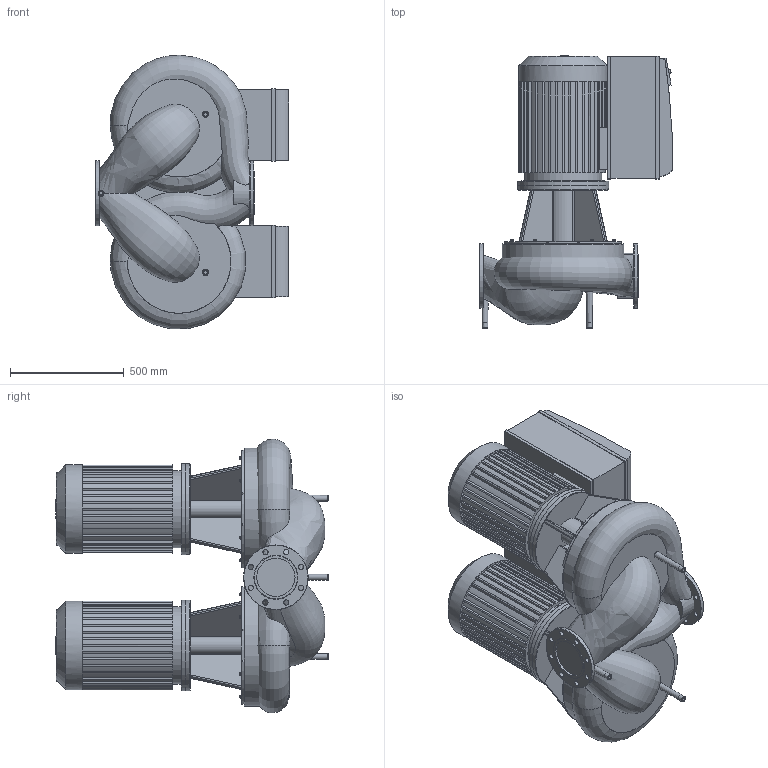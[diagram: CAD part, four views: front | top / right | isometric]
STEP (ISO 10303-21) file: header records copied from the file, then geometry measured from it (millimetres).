
FILE_DESCRIPTION(/* description */ (''),/* implementation_level */ '2;1');
FILE_NAME(/* name */ '3d_DL-E150_260-18_5_4-2153824.stp',/* time_stamp */ '2016-12-21T12:02:30+01:00',/* author */ ('Andrzej'),/* organization */ (''),/* preprocessor_version */ 'ST-DEVELOPER v15.5',/* originating_system */ 'AutoCAD Mechanical',/* authorisation */ '');
FILE_SCHEMA (('AUTOMOTIVE_DESIGN { 1 0 10303 214 3 1 1 }'));
Products named in the file (1): Product
Bounding box: 853 x 1198.5 x 1204.61 mm (x, y, z)
Volume: 407281578 mm3; surface area: 9124334.3 mm2
Topology: 21 solids, 21 shells, 1269 faces, 3195 edges, 2041 vertices
Faces by surface type: plane 836, cylinder 299, bspline 85, torus 34, cone 15
Full cylindrical faces by diameter (mm): 10 x4, 13 x16, 14 x8, 15 x2, 16 x3, 18 x2, 20 x2, 22 x2, 23 x16, 25 x2, 80 x2, 168.3 x2, 198.3 x1, 285 x2, 340 x2, 390 x2, 400 x4, 536 x2
Entity records: 58147 total; most frequent: CARTESIAN_POINT 28131, DIRECTION 6136, ORIENTED_EDGE 6094, EDGE_CURVE 3047, AXIS2_PLACEMENT_3D 2133, VERTEX_POINT 2016, LINE 1870, VECTOR 1870
